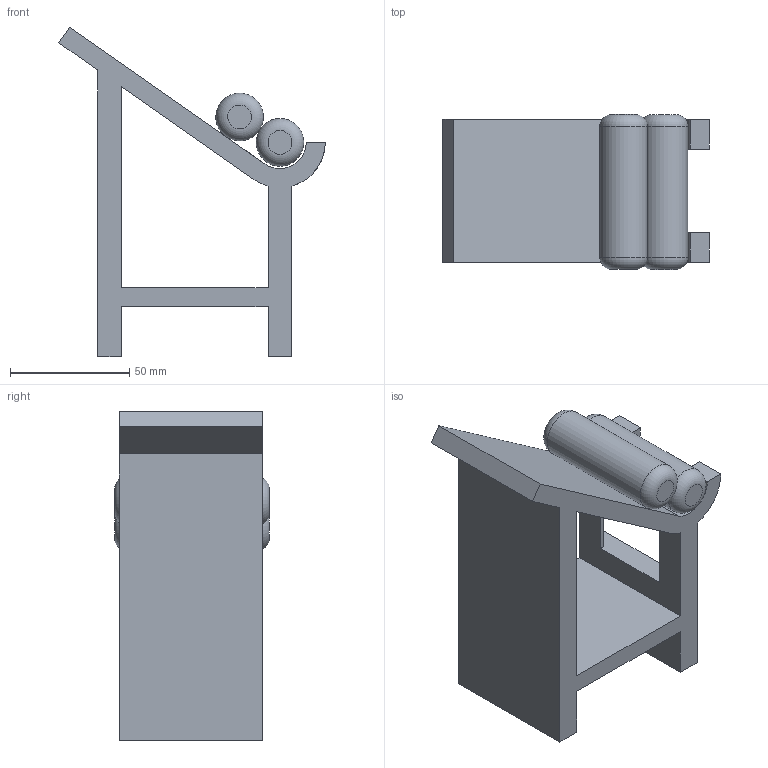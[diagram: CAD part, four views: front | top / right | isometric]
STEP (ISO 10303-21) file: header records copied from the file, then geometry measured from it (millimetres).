
FILE_DESCRIPTION(/* description */ ('Unknown'),/* implementation_level */ '2;1');
FILE_NAME(/* name */ 'Sausage Ramp Assembly',/* time_stamp */ '2023-04-08T09:19:42-04:00',/* author */ ('Unknown'),/* organization */ ('Unknown'),/* preprocessor_version */ 'ST-DEVELOPER v18.102',/* originating_system */ 'Solid Edge',/* authorisation */ 'Unknown');
FILE_SCHEMA (('AUTOMOTIVE_DESIGN {1 0 10303 214 3 1 1}'));
Length unit declared in the file: millimetre
Products named in the file (3): Sausage Ramp Assembly; Sausage Ramp; Sausage Link
Assembly tree (3 placements, depth 2):
  Sausage Ramp Assembly
    Sausage Ramp
    Sausage Link  x2
Bounding box: 111.81 x 65 x 138.35 mm (x, y, z)
Volume: 221466.6 mm3; surface area: 58320.4 mm2
Topology: 3 solids, 3 shells, 40 faces, 104 edges, 68 vertices
Faces by surface type: plane 28, cylinder 8, torus 4
Full cylindrical faces by diameter (mm): 20 x2
Entity records: 1190 total; most frequent: CARTESIAN_POINT 197, DIRECTION 190, ORIENTED_EDGE 188, EDGE_CURVE 94, LINE 76, VECTOR 76, VERTEX_POINT 64, AXIS2_PLACEMENT_3D 57
